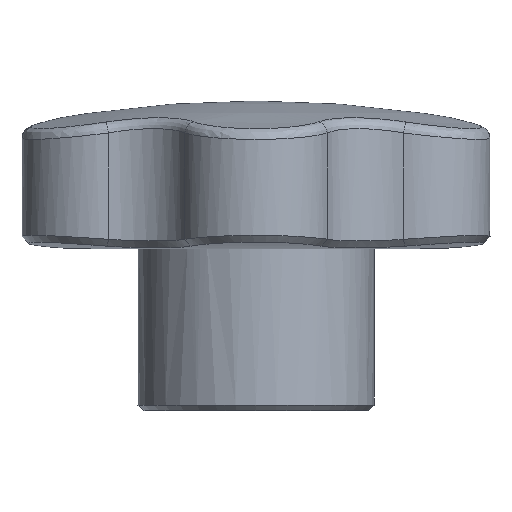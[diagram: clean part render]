
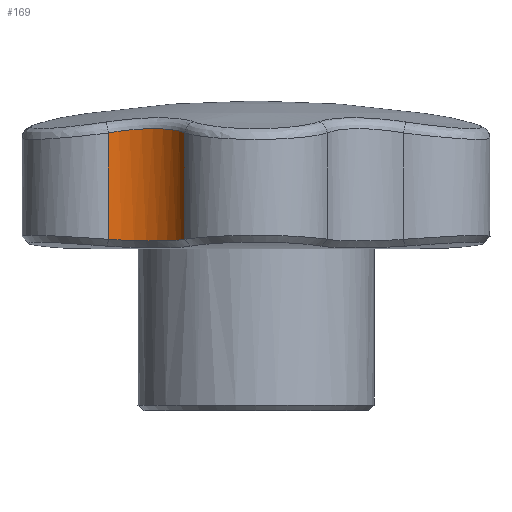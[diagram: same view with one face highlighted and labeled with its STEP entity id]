
A CAD part, front view. The second image highlights one B-rep face of the part: STEP entity #169.
In plain terms, the highlighted cylindrical face has radius 10 mm (diameter 20 mm), a partial arc.
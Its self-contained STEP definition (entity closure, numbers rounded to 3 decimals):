
#169 = ADVANCED_FACE( '', ( #372 ), #373, .F. );
#372 = FACE_OUTER_BOUND( '', #2186, .T. );
#373 = CYLINDRICAL_SURFACE( '', #2187, 10. );
#2186 = EDGE_LOOP( '', ( #4095, #4096, #4097, #4098 ) );
#2187 = AXIS2_PLACEMENT_3D( '', #4099, #4100, #4101 );
#4095 = ORIENTED_EDGE( '', *, *, #4576, .T. );
#4096 = ORIENTED_EDGE( '', *, *, #4419, .T. );
#4097 = ORIENTED_EDGE( '', *, *, #4562, .F. );
#4098 = ORIENTED_EDGE( '', *, *, #4450, .T. );
#4099 = CARTESIAN_POINT( '', ( -18.828, -32.61, 45. ) );
#4100 = DIRECTION( '', ( 0., 0., 1. ) );
#4101 = DIRECTION( '', ( -1., 0., 0. ) );
#4419 = EDGE_CURVE( '', #4723, #4728, #4730, .T. );
#4450 = EDGE_CURVE( '', #4775, #4732, #4779, .T. );
#4562 = EDGE_CURVE( '', #4775, #4728, #4948, .T. );
#4576 = EDGE_CURVE( '', #4732, #4723, #4967, .T. );
#4723 = VERTEX_POINT( '', #5309 );
#4728 = VERTEX_POINT( '', #5338 );
#4730 = B_SPLINE_CURVE_WITH_KNOTS( '', 3, ( #5341, #5342, #5343, #5344, #5345, #5346, #5347, #5348, #5349, #5350, #5351, #5352, #5353, #5354, #5355, #5356, #5357, #5358, #5359, #5360, #5361, #5362, #5363, #5364, #5365, #5366, #5367, #5368, #5369, #5370, #5371 ), .UNSPECIFIED., .F., .F., ( 4, 1, 1, 1, 1, 1, 1, 1, 1, 1, 1, 1, 1, 1, 1, 1, 1, 1, 1, 1, 1, 1, 1, 1, 1, 1, 1, 1, 4 ), ( 0., 0.025, 0.05, 0.075, 0.101, 0.127, 0.153, 0.18, 0.207, 0.235, 0.263, 0.291, 0.32, 0.349, 0.379, 0.408, 0.439, 0.469, 0.501, 0.556, 0.61, 0.664, 0.715, 0.766, 0.815, 0.863, 0.91, 0.956, 1. ), .UNSPECIFIED. );
#4732 = VERTEX_POINT( '', #5373 );
#4775 = VERTEX_POINT( '', #5956 );
#4779 = B_SPLINE_CURVE_WITH_KNOTS( '', 3, ( #6003, #6004, #6005, #6006, #6007, #6008, #6009, #6010, #6011, #6012, #6013, #6014, #6015, #6016, #6017, #6018, #6019, #6020, #6021, #6022, #6023, #6024, #6025, #6026, #6027, #6028, #6029, #6030, #6031, #6032, #6033, #6034, #6035, #6036, #6037, #6038, #6039, #6040, #6041, #6042, #6043, #6044 ), .UNSPECIFIED., .F., .F., ( 4, 1, 1, 2, 2, 2, 1, 1, 2, 1, 2, 2, 1, 2, 2, 1, 2, 1, 1, 2, 2, 2, 1, 2, 1, 1, 4 ), ( 0., 0.001, 0.002, 0.002, 0.003, 0.003, 0.003, 0.004, 0.004, 0.005, 0.006, 0.006, 0.007, 0.007, 0.007, 0.007, 0.007, 0.008, 0.009, 0.01, 0.01, 0.01, 0.01, 0.01, 0.011, 0.012, 0.013 ), .UNSPECIFIED. );
#4948 = LINE( '', #7051, #7052 );
#4967 = LINE( '', #7233, #7234 );
#5309 = CARTESIAN_POINT( '', ( -19.993, -22.678, 23.269 ) );
#5338 = CARTESIAN_POINT( '', ( -9.643, -28.654, 23.269 ) );
#5341 = CARTESIAN_POINT( '', ( -19.993, -22.678, 23.269 ) );
#5342 = CARTESIAN_POINT( '', ( -19.889, -22.667, 23.261 ) );
#5343 = CARTESIAN_POINT( '', ( -19.68, -22.644, 23.245 ) );
#5344 = CARTESIAN_POINT( '', ( -19.361, -22.623, 23.224 ) );
#5345 = CARTESIAN_POINT( '', ( -19.037, -22.611, 23.203 ) );
#5346 = CARTESIAN_POINT( '', ( -18.709, -22.609, 23.184 ) );
#5347 = CARTESIAN_POINT( '', ( -18.375, -22.619, 23.167 ) );
#5348 = CARTESIAN_POINT( '', ( -18.037, -22.64, 23.15 ) );
#5349 = CARTESIAN_POINT( '', ( -17.694, -22.673, 23.135 ) );
#5350 = CARTESIAN_POINT( '', ( -17.348, -22.718, 23.121 ) );
#5351 = CARTESIAN_POINT( '', ( -17., -22.777, 23.109 ) );
#5352 = CARTESIAN_POINT( '', ( -16.648, -22.848, 23.098 ) );
#5353 = CARTESIAN_POINT( '', ( -16.295, -22.934, 23.088 ) );
#5354 = CARTESIAN_POINT( '', ( -15.94, -23.034, 23.08 ) );
#5355 = CARTESIAN_POINT( '', ( -15.584, -23.148, 23.072 ) );
#5356 = CARTESIAN_POINT( '', ( -15.228, -23.278, 23.066 ) );
#5357 = CARTESIAN_POINT( '', ( -14.873, -23.422, 23.062 ) );
#5358 = CARTESIAN_POINT( '', ( -14.52, -23.583, 23.059 ) );
#5359 = CARTESIAN_POINT( '', ( -14.168, -23.759, 23.057 ) );
#5360 = CARTESIAN_POINT( '', ( -13.729, -24.002, 23.056 ) );
#5361 = CARTESIAN_POINT( '', ( -13.218, -24.322, 23.058 ) );
#5362 = CARTESIAN_POINT( '', ( -12.655, -24.733, 23.064 ) );
#5363 = CARTESIAN_POINT( '', ( -12.134, -25.171, 23.075 ) );
#5364 = CARTESIAN_POINT( '', ( -11.655, -25.632, 23.089 ) );
#5365 = CARTESIAN_POINT( '', ( -11.218, -26.111, 23.108 ) );
#5366 = CARTESIAN_POINT( '', ( -10.824, -26.605, 23.132 ) );
#5367 = CARTESIAN_POINT( '', ( -10.47, -27.108, 23.159 ) );
#5368 = CARTESIAN_POINT( '', ( -10.156, -27.619, 23.191 ) );
#5369 = CARTESIAN_POINT( '', ( -9.878, -28.132, 23.227 ) );
#5370 = CARTESIAN_POINT( '', ( -9.721, -28.482, 23.255 ) );
#5371 = CARTESIAN_POINT( '', ( -9.643, -28.654, 23.269 ) );
#5373 = CARTESIAN_POINT( '', ( -19.993, -22.678, 37.689 ) );
#5956 = CARTESIAN_POINT( '', ( -9.643, -28.654, 37.689 ) );
#6003 = CARTESIAN_POINT( '', ( -9.643, -28.654, 37.689 ) );
#6004 = CARTESIAN_POINT( '', ( -9.749, -28.409, 37.735 ) );
#6005 = CARTESIAN_POINT( '', ( -9.978, -27.93, 37.821 ) );
#6006 = CARTESIAN_POINT( '', ( -10.377, -27.244, 37.934 ) );
#6007 = CARTESIAN_POINT( '', ( -10.679, -26.808, 37.999 ) );
#6008 = CARTESIAN_POINT( '', ( -10.999, -26.383, 38.059 ) );
#6009 = CARTESIAN_POINT( '', ( -11.168, -26.176, 38.086 ) );
#6010 = CARTESIAN_POINT( '', ( -11.369, -25.949, 38.113 ) );
#6011 = CARTESIAN_POINT( '', ( -11.391, -25.924, 38.116 ) );
#6012 = CARTESIAN_POINT( '', ( -11.436, -25.874, 38.122 ) );
#6013 = CARTESIAN_POINT( '', ( -11.505, -25.8, 38.131 ) );
#6014 = CARTESIAN_POINT( '', ( -11.666, -25.629, 38.15 ) );
#6015 = CARTESIAN_POINT( '', ( -11.808, -25.487, 38.165 ) );
#6016 = CARTESIAN_POINT( '', ( -12.098, -25.209, 38.193 ) );
#6017 = CARTESIAN_POINT( '', ( -12.497, -24.855, 38.223 ) );
#6018 = CARTESIAN_POINT( '', ( -12.923, -24.535, 38.242 ) );
#6019 = CARTESIAN_POINT( '', ( -13.363, -24.231, 38.254 ) );
#6020 = CARTESIAN_POINT( '', ( -13.59, -24.087, 38.257 ) );
#6021 = CARTESIAN_POINT( '', ( -13.853, -23.935, 38.257 ) );
#6022 = CARTESIAN_POINT( '', ( -13.897, -23.91, 38.257 ) );
#6023 = CARTESIAN_POINT( '', ( -13.941, -23.885, 38.257 ) );
#6024 = CARTESIAN_POINT( '', ( -13.971, -23.869, 38.257 ) );
#6025 = CARTESIAN_POINT( '', ( -13.985, -23.861, 38.257 ) );
#6026 = CARTESIAN_POINT( '', ( -14.059, -23.82, 38.256 ) );
#6027 = CARTESIAN_POINT( '', ( -14.238, -23.724, 38.254 ) );
#6028 = CARTESIAN_POINT( '', ( -14.418, -23.634, 38.251 ) );
#6029 = CARTESIAN_POINT( '', ( -14.782, -23.461, 38.242 ) );
#6030 = CARTESIAN_POINT( '', ( -15.274, -23.252, 38.223 ) );
#6031 = CARTESIAN_POINT( '', ( -16.032, -22.998, 38.178 ) );
#6032 = CARTESIAN_POINT( '', ( -16.551, -22.869, 38.135 ) );
#6033 = CARTESIAN_POINT( '', ( -16.88, -22.801, 38.105 ) );
#6034 = CARTESIAN_POINT( '', ( -16.946, -22.789, 38.099 ) );
#6035 = CARTESIAN_POINT( '', ( -17.045, -22.77, 38.089 ) );
#6036 = CARTESIAN_POINT( '', ( -17.078, -22.764, 38.086 ) );
#6037 = CARTESIAN_POINT( '', ( -17.145, -22.753, 38.079 ) );
#6038 = CARTESIAN_POINT( '', ( -17.31, -22.725, 38.062 ) );
#6039 = CARTESIAN_POINT( '', ( -17.476, -22.701, 38.045 ) );
#6040 = CARTESIAN_POINT( '', ( -17.874, -22.652, 38. ) );
#6041 = CARTESIAN_POINT( '', ( -18.404, -22.609, 37.935 ) );
#6042 = CARTESIAN_POINT( '', ( -19.199, -22.607, 37.821 ) );
#6043 = CARTESIAN_POINT( '', ( -19.728, -22.647, 37.735 ) );
#6044 = CARTESIAN_POINT( '', ( -19.993, -22.678, 37.689 ) );
#7051 = CARTESIAN_POINT( '', ( -9.643, -28.654, 45. ) );
#7052 = VECTOR( '', #8104, 1000. );
#7233 = CARTESIAN_POINT( '', ( -19.993, -22.678, 45. ) );
#7234 = VECTOR( '', #8115, 1000. );
#8104 = DIRECTION( '', ( 0., 0., -1. ) );
#8115 = DIRECTION( '', ( 0., 0., -1. ) );
